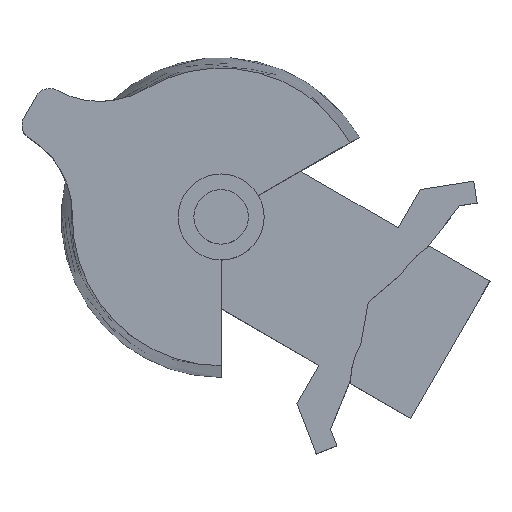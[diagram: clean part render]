
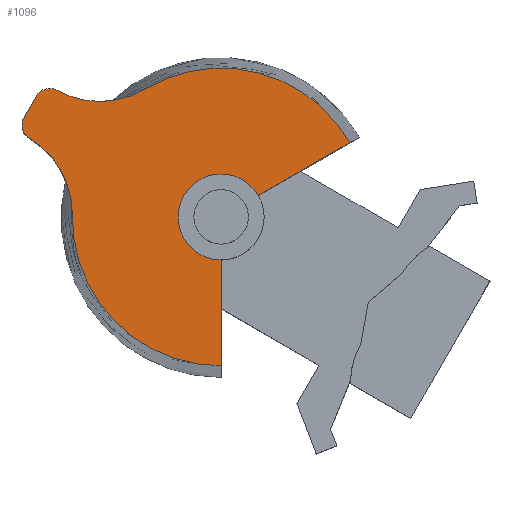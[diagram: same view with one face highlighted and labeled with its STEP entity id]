
A CAD part, top view. The second image highlights one B-rep face of the part: STEP entity #1096.
In plain terms, the highlighted planar face has unit normal (0, 0, 1).
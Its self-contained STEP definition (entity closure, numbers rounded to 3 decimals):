
#18 = CARTESIAN_POINT ( 'NONE',  ( 0., 0., 15.3 ) ) ;
#71 = DIRECTION ( 'NONE',  ( 1., 0., 0. ) ) ;
#74 = EDGE_CURVE ( 'NONE', #1230, #1561, #985, .T. ) ;
#83 = EDGE_CURVE ( 'NONE', #361, #1677, #1678, .T. ) ;
#92 = CARTESIAN_POINT ( 'NONE',  ( 0., -6.75, 15.3 ) ) ;
#104 = LINE ( 'NONE', #1774, #1160 ) ;
#114 = VERTEX_POINT ( 'NONE', #555 ) ;
#117 = EDGE_CURVE ( 'NONE', #133, #548, #546, .T. ) ;
#119 = ORIENTED_EDGE ( 'NONE', *, *, #1573, .T. ) ;
#128 = DIRECTION ( 'NONE',  ( 0., 0., 1. ) ) ;
#133 = VERTEX_POINT ( 'NONE', #1320 ) ;
#142 = DIRECTION ( 'NONE',  ( 1., 0., 0. ) ) ;
#149 = DIRECTION ( 'NONE',  ( 0., 0., -1. ) ) ;
#152 = CIRCLE ( 'NONE', #600, 4. ) ;
#174 = EDGE_CURVE ( 'NONE', #114, #1154, #1411, .T. ) ;
#188 = VERTEX_POINT ( 'NONE', #707 ) ;
#252 = VERTEX_POINT ( 'NONE', #891 ) ;
#270 = CARTESIAN_POINT ( 'NONE',  ( -7.439, 5.739, 15.3 ) ) ;
#279 = DIRECTION ( 'NONE',  ( 1., 0., 0. ) ) ;
#361 = VERTEX_POINT ( 'NONE', #973 ) ;
#362 = ORIENTED_EDGE ( 'NONE', *, *, #174, .F. ) ;
#365 = AXIS2_PLACEMENT_3D ( 'NONE', #415, #1611, #584 ) ;
#380 = VERTEX_POINT ( 'NONE', #92 ) ;
#404 = CARTESIAN_POINT ( 'NONE',  ( 0., 0., 15.3 ) ) ;
#409 = CARTESIAN_POINT ( 'NONE',  ( -8.69, 3.573, 15.3 ) ) ;
#415 = CARTESIAN_POINT ( 'NONE',  ( 0., 0., 15.3 ) ) ;
#426 = CARTESIAN_POINT ( 'NONE',  ( -5.499, 9.237, 15.3 ) ) ;
#442 = CIRCLE ( 'NONE', #899, 0.7 ) ;
#449 = VECTOR ( 'NONE', #1725, 1000. ) ;
#461 = AXIS2_PLACEMENT_3D ( 'NONE', #18, #712, #732 ) ;
#475 = DIRECTION ( 'NONE',  ( 0., 0., 1. ) ) ;
#483 = DIRECTION ( 'NONE',  ( 1., 0., 0. ) ) ;
#524 = ORIENTED_EDGE ( 'NONE', *, *, #630, .T. ) ;
#527 = ORIENTED_EDGE ( 'NONE', *, *, #1397, .F. ) ;
#546 = CIRCLE ( 'NONE', #1729, 4. ) ;
#548 = VERTEX_POINT ( 'NONE', #270 ) ;
#553 = CARTESIAN_POINT ( 'NONE',  ( 0., 0., 15.3 ) ) ;
#555 = CARTESIAN_POINT ( 'NONE',  ( -1.95, 0., 15.3 ) ) ;
#575 = FACE_OUTER_BOUND ( 'NONE', #822, .T. ) ;
#584 = DIRECTION ( 'NONE',  ( 1., 0., 0. ) ) ;
#585 = EDGE_CURVE ( 'NONE', #1230, #114, #997, .T. ) ;
#600 = AXIS2_PLACEMENT_3D ( 'NONE', #1745, #1574, #142 ) ;
#609 = AXIS2_PLACEMENT_3D ( 'NONE', #1515, #629, #621 ) ;
#612 = CARTESIAN_POINT ( 'NONE',  ( 0., -1.95, 15.3 ) ) ;
#621 = DIRECTION ( 'NONE',  ( 1., 0., 0. ) ) ;
#627 = AXIS2_PLACEMENT_3D ( 'NONE', #637, #1832, #71 ) ;
#629 = DIRECTION ( 'NONE',  ( 0., 0., 1. ) ) ;
#630 = EDGE_CURVE ( 'NONE', #361, #380, #1533, .T. ) ;
#637 = CARTESIAN_POINT ( 'NONE',  ( 0., 0., 15.3 ) ) ;
#638 = AXIS2_PLACEMENT_3D ( 'NONE', #934, #475, #483 ) ;
#645 = ORIENTED_EDGE ( 'NONE', *, *, #74, .T. ) ;
#673 = EDGE_CURVE ( 'NONE', #1561, #133, #1618, .T. ) ;
#707 = CARTESIAN_POINT ( 'NONE',  ( -8.385, 5.477, 15.3 ) ) ;
#712 = DIRECTION ( 'NONE',  ( 0., 0., 1. ) ) ;
#732 = DIRECTION ( 'NONE',  ( 1., 0., 0. ) ) ;
#772 = EDGE_CURVE ( 'NONE', #548, #188, #442, .T. ) ;
#819 = ORIENTED_EDGE ( 'NONE', *, *, #83, .F. ) ;
#822 = EDGE_LOOP ( 'NONE', ( #1470, #1631, #993, #119, #1671, #819, #524, #527, #362, #1383, #645, #1871 ) ) ;
#856 = DIRECTION ( 'NONE',  ( 0., 0., 1. ) ) ;
#890 = DIRECTION ( 'NONE',  ( -0.5, -0.866, 0. ) ) ;
#891 = CARTESIAN_POINT ( 'NONE',  ( -8.936, 4.523, 15.3 ) ) ;
#899 = AXIS2_PLACEMENT_3D ( 'NONE', #1116, #1698, #1843 ) ;
#934 = CARTESIAN_POINT ( 'NONE',  ( 0., 0., 15.3 ) ) ;
#957 = EDGE_CURVE ( 'NONE', #1677, #1251, #152, .T. ) ;
#973 = CARTESIAN_POINT ( 'NONE',  ( -6.749, 0.094, 15.3 ) ) ;
#985 = LINE ( 'NONE', #404, #449 ) ;
#993 = ORIENTED_EDGE ( 'NONE', *, *, #1453, .T. ) ;
#997 = CIRCLE ( 'NONE', #461, 1.95 ) ;
#1017 = CIRCLE ( 'NONE', #609, 0.7 ) ;
#1096 = ADVANCED_FACE ( 'NONE', ( #575 ), #1808, .T. ) ;
#1116 = CARTESIAN_POINT ( 'NONE',  ( -7.779, 5.127, 15.3 ) ) ;
#1154 = VERTEX_POINT ( 'NONE', #612 ) ;
#1160 = VECTOR ( 'NONE', #890, 1000. ) ;
#1202 = CARTESIAN_POINT ( 'NONE',  ( -6.749, 0.144, 15.3 ) ) ;
#1213 = AXIS2_PLACEMENT_3D ( 'NONE', #1311, #856, #1901 ) ;
#1220 = CARTESIAN_POINT ( 'NONE',  ( 5.846, 3.375, 15.3 ) ) ;
#1230 = VERTEX_POINT ( 'NONE', #1731 ) ;
#1251 = VERTEX_POINT ( 'NONE', #409 ) ;
#1305 = DIRECTION ( 'NONE',  ( 1., 0., 0. ) ) ;
#1311 = CARTESIAN_POINT ( 'NONE',  ( 0., 0., 15.3 ) ) ;
#1320 = CARTESIAN_POINT ( 'NONE',  ( -3.453, 5.801, 15.3 ) ) ;
#1346 = LINE ( 'NONE', #553, #1551 ) ;
#1383 = ORIENTED_EDGE ( 'NONE', *, *, #585, .F. ) ;
#1397 = EDGE_CURVE ( 'NONE', #1154, #380, #1346, .T. ) ;
#1411 = CIRCLE ( 'NONE', #1213, 1.95 ) ;
#1420 = DIRECTION ( 'NONE',  ( 0., -1., 0. ) ) ;
#1432 = AXIS2_PLACEMENT_3D ( 'NONE', #1456, #128, #1305 ) ;
#1453 = EDGE_CURVE ( 'NONE', #188, #252, #104, .T. ) ;
#1456 = CARTESIAN_POINT ( 'NONE',  ( -10.749, 0.144, 15.3 ) ) ;
#1470 = ORIENTED_EDGE ( 'NONE', *, *, #117, .T. ) ;
#1515 = CARTESIAN_POINT ( 'NONE',  ( -8.329, 4.173, 15.3 ) ) ;
#1533 = CIRCLE ( 'NONE', #365, 6.75 ) ;
#1551 = VECTOR ( 'NONE', #1420, 1000. ) ;
#1561 = VERTEX_POINT ( 'NONE', #1220 ) ;
#1573 = EDGE_CURVE ( 'NONE', #252, #1251, #1017, .T. ) ;
#1574 = DIRECTION ( 'NONE',  ( 0., 0., 1. ) ) ;
#1611 = DIRECTION ( 'NONE',  ( 0., 0., 1. ) ) ;
#1618 = CIRCLE ( 'NONE', #627, 6.75 ) ;
#1631 = ORIENTED_EDGE ( 'NONE', *, *, #772, .T. ) ;
#1671 = ORIENTED_EDGE ( 'NONE', *, *, #957, .F. ) ;
#1677 = VERTEX_POINT ( 'NONE', #1202 ) ;
#1678 = CIRCLE ( 'NONE', #1432, 4. ) ;
#1698 = DIRECTION ( 'NONE',  ( 0., 0., 1. ) ) ;
#1725 = DIRECTION ( 'NONE',  ( 0.866, 0.5, 0. ) ) ;
#1729 = AXIS2_PLACEMENT_3D ( 'NONE', #426, #149, #279 ) ;
#1731 = CARTESIAN_POINT ( 'NONE',  ( 1.689, 0.975, 15.3 ) ) ;
#1745 = CARTESIAN_POINT ( 'NONE',  ( -10.749, 0.144, 15.3 ) ) ;
#1774 = CARTESIAN_POINT ( 'NONE',  ( -8.66, 5., 15.3 ) ) ;
#1808 = PLANE ( 'NONE',  #638 ) ;
#1832 = DIRECTION ( 'NONE',  ( 0., 0., 1. ) ) ;
#1843 = DIRECTION ( 'NONE',  ( 1., 0., 0. ) ) ;
#1871 = ORIENTED_EDGE ( 'NONE', *, *, #673, .T. ) ;
#1901 = DIRECTION ( 'NONE',  ( 1., 0., 0. ) ) ;
